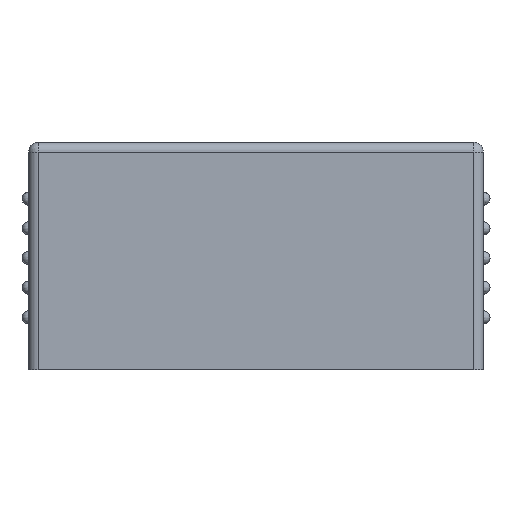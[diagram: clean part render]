
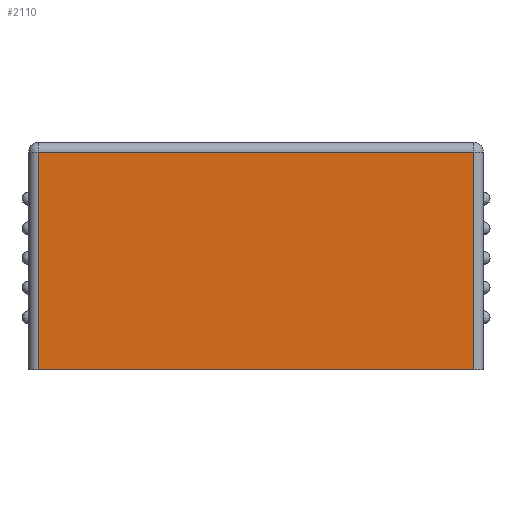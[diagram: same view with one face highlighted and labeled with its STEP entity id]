
A CAD part, front view. The second image highlights one B-rep face of the part: STEP entity #2110.
In plain terms, the highlighted planar face has unit normal (0, -1, 0).
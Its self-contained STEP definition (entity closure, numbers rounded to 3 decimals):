
#46=PLANE('',#2400);
#216=FACE_OUTER_BOUND('',#353,.T.);
#353=EDGE_LOOP('',(#1733,#1734,#1735,#1736));
#493=LINE('',#3638,#649);
#496=LINE('',#3661,#652);
#498=LINE('',#3664,#654);
#504=LINE('',#3684,#660);
#649=VECTOR('',#2985,10.);
#652=VECTOR('',#3012,10.);
#654=VECTOR('',#3016,10.);
#660=VECTOR('',#3042,10.);
#994=VERTEX_POINT('',#3628);
#996=VERTEX_POINT('',#3634);
#1003=VERTEX_POINT('',#3654);
#1005=VERTEX_POINT('',#3659);
#1259=EDGE_CURVE('',#994,#996,#493,.T.);
#1270=EDGE_CURVE('',#1005,#1003,#496,.T.);
#1272=EDGE_CURVE('',#1003,#994,#498,.T.);
#1282=EDGE_CURVE('',#996,#1005,#504,.T.);
#1733=ORIENTED_EDGE('',*,*,#1259,.F.);
#1734=ORIENTED_EDGE('',*,*,#1272,.F.);
#1735=ORIENTED_EDGE('',*,*,#1270,.F.);
#1736=ORIENTED_EDGE('',*,*,#1282,.F.);
#2110=ADVANCED_FACE('',(#216),#46,.T.);
#2400=AXIS2_PLACEMENT_3D('',#3683,#3040,#3041);
#2985=DIRECTION('',(0.,0.,-1.));
#3012=DIRECTION('',(0.,0.,1.));
#3016=DIRECTION('',(1.,0.,0.));
#3040=DIRECTION('center_axis',(0.,-1.,0.));
#3041=DIRECTION('ref_axis',(-1.,0.,0.));
#3042=DIRECTION('',(-1.,0.,0.));
#3628=CARTESIAN_POINT('',(-14.933,-46.711,-13.138));
#3634=CARTESIAN_POINT('',(-14.933,-46.711,-46.138));
#3638=CARTESIAN_POINT('',(-14.933,-46.711,-16.138));
#3654=CARTESIAN_POINT('',(-80.933,-46.711,-13.138));
#3659=CARTESIAN_POINT('',(-80.933,-46.711,-46.138));
#3661=CARTESIAN_POINT('',(-80.933,-46.711,-16.138));
#3664=CARTESIAN_POINT('',(-30.683,-46.711,-13.138));
#3683=CARTESIAN_POINT('Origin',(-13.433,-46.711,-16.138));
#3684=CARTESIAN_POINT('',(-82.433,-46.711,-46.138));
